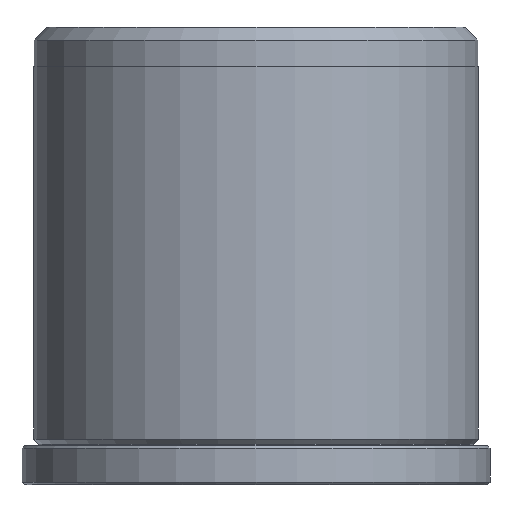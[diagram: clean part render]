
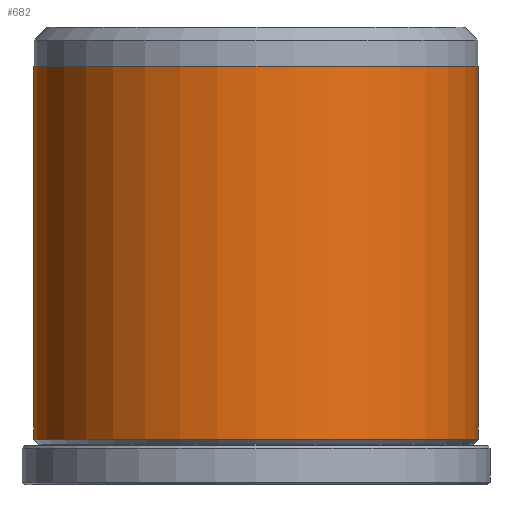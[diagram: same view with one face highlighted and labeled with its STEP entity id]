
A CAD part, front view. The second image highlights one B-rep face of the part: STEP entity #682.
In plain terms, the highlighted cylindrical face has radius 17 mm (diameter 34 mm), a partial arc.
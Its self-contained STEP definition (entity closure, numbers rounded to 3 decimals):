
#44 = CIRCLE ( 'NONE', #143, 17. ) ;
#143 = AXIS2_PLACEMENT_3D ( 'NONE', #1919, #851, #2096 ) ;
#160 = EDGE_CURVE ( 'NONE', #596, #1814, #1693, .T. ) ;
#203 = EDGE_CURVE ( 'NONE', #2230, #1266, #792, .T. ) ;
#475 = CARTESIAN_POINT ( 'NONE',  ( 0., 0., 35. ) ) ;
#491 = ORIENTED_EDGE ( 'NONE', *, *, #1744, .F. ) ;
#596 = VERTEX_POINT ( 'NONE', #2037 ) ;
#607 = DIRECTION ( 'NONE',  ( 0., 0., -1. ) ) ;
#627 = EDGE_LOOP ( 'NONE', ( #2282, #1434, #1876, #491 ) ) ;
#682 = ADVANCED_FACE ( 'NONE', ( #1767 ), #2173, .T. ) ;
#720 = CIRCLE ( 'NONE', #1459, 17. ) ;
#792 = LINE ( 'NONE', #1652, #1183 ) ;
#851 = DIRECTION ( 'NONE',  ( 0., 0., -1. ) ) ;
#956 = CARTESIAN_POINT ( 'NONE',  ( 17., 0., 35. ) ) ;
#972 = CARTESIAN_POINT ( 'NONE',  ( 0., 0., 32. ) ) ;
#997 = DIRECTION ( 'NONE',  ( 0., 0., 1. ) ) ;
#1017 = DIRECTION ( 'NONE',  ( 1., 0., 0. ) ) ;
#1038 = DIRECTION ( 'NONE',  ( -1., 0., 0. ) ) ;
#1082 = CARTESIAN_POINT ( 'NONE',  ( 17., 0., 3.5 ) ) ;
#1132 = CARTESIAN_POINT ( 'NONE',  ( -17., 0., 3.5 ) ) ;
#1141 = DIRECTION ( 'NONE',  ( 0., 0., -1. ) ) ;
#1157 = AXIS2_PLACEMENT_3D ( 'NONE', #475, #607, #1038 ) ;
#1183 = VECTOR ( 'NONE', #1808, 1000. ) ;
#1197 = CARTESIAN_POINT ( 'NONE',  ( -17., 0., 32. ) ) ;
#1240 = VECTOR ( 'NONE', #1141, 1000. ) ;
#1266 = VERTEX_POINT ( 'NONE', #1132 ) ;
#1312 = EDGE_CURVE ( 'NONE', #2230, #596, #720, .T. ) ;
#1434 = ORIENTED_EDGE ( 'NONE', *, *, #1312, .F. ) ;
#1459 = AXIS2_PLACEMENT_3D ( 'NONE', #972, #997, #1017 ) ;
#1652 = CARTESIAN_POINT ( 'NONE',  ( -17., 0., 35. ) ) ;
#1693 = LINE ( 'NONE', #956, #1240 ) ;
#1744 = EDGE_CURVE ( 'NONE', #1814, #1266, #44, .T. ) ;
#1767 = FACE_OUTER_BOUND ( 'NONE', #627, .T. ) ;
#1808 = DIRECTION ( 'NONE',  ( 0., 0., -1. ) ) ;
#1814 = VERTEX_POINT ( 'NONE', #1082 ) ;
#1876 = ORIENTED_EDGE ( 'NONE', *, *, #203, .T. ) ;
#1919 = CARTESIAN_POINT ( 'NONE',  ( 0., 0., 3.5 ) ) ;
#2037 = CARTESIAN_POINT ( 'NONE',  ( 17., 0., 32. ) ) ;
#2096 = DIRECTION ( 'NONE',  ( -1., 0., 0. ) ) ;
#2173 = CYLINDRICAL_SURFACE ( 'NONE', #1157, 17. ) ;
#2230 = VERTEX_POINT ( 'NONE', #1197 ) ;
#2282 = ORIENTED_EDGE ( 'NONE', *, *, #160, .F. ) ;
